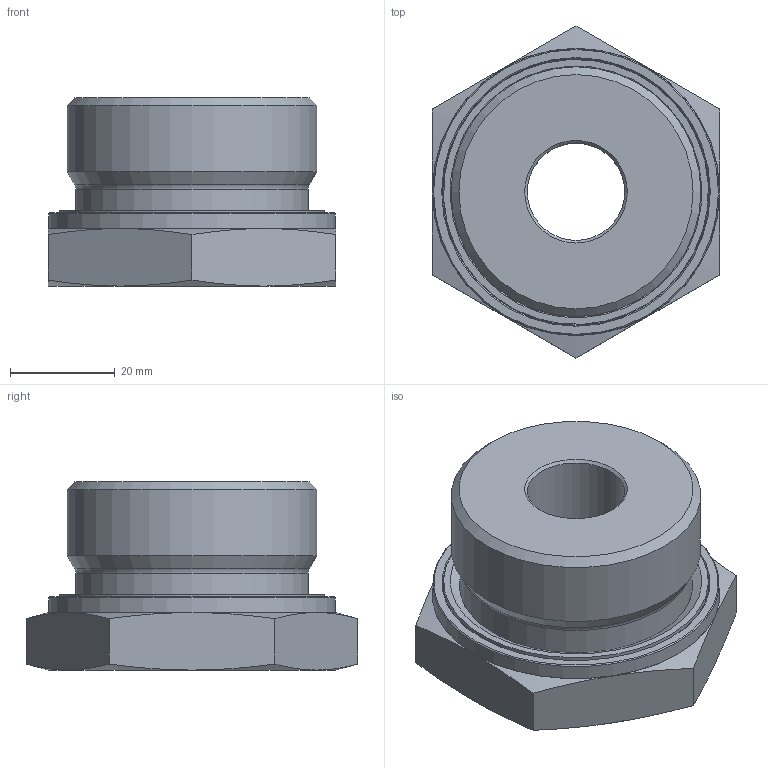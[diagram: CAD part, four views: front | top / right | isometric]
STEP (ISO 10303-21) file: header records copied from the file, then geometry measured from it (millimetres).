
FILE_DESCRIPTION((''),'2;1');
FILE_NAME('715026448.stp','2015-07-08T09:42:44',(''),('KNOMI spol. s r. o.'),'Autodesk Inventor 2012','Autodesk Inventor 2012','');
FILE_SCHEMA(('AUTOMOTIVE_DESIGN { 1 2 10303 214 0 1 1 1 }'));
Length unit declared in the file: millimetre
Products named in the file (3): RIER G1 1/2"-G1/2"; 715036448; 609484832
Assembly tree (2 placements, depth 2):
  RIER G1 1/2"-G1/2"
    715036448
    609484832
Bounding box: 55 x 63.51 x 36 mm (x, y, z)
Volume: 63645.2 mm3; surface area: 14397.4 mm2
Topology: 2 solids, 2 shells, 42 faces, 83 edges, 48 vertices
Faces by surface type: cone 19, plane 13, cylinder 7, torus 3
Full cylindrical faces by diameter (mm): 18.631 x1, 44.5 x1, 44.7 x1, 47.803 x1, 50.7 x1, 51 x1, 54.9 x1
Entity records: 1102 total; most frequent: CARTESIAN_POINT 207, DIRECTION 170, ORIENTED_EDGE 130, AXIS2_PLACEMENT_3D 82, EDGE_LOOP 66, EDGE_CURVE 65, VERTEX_POINT 47, STYLED_ITEM 44
